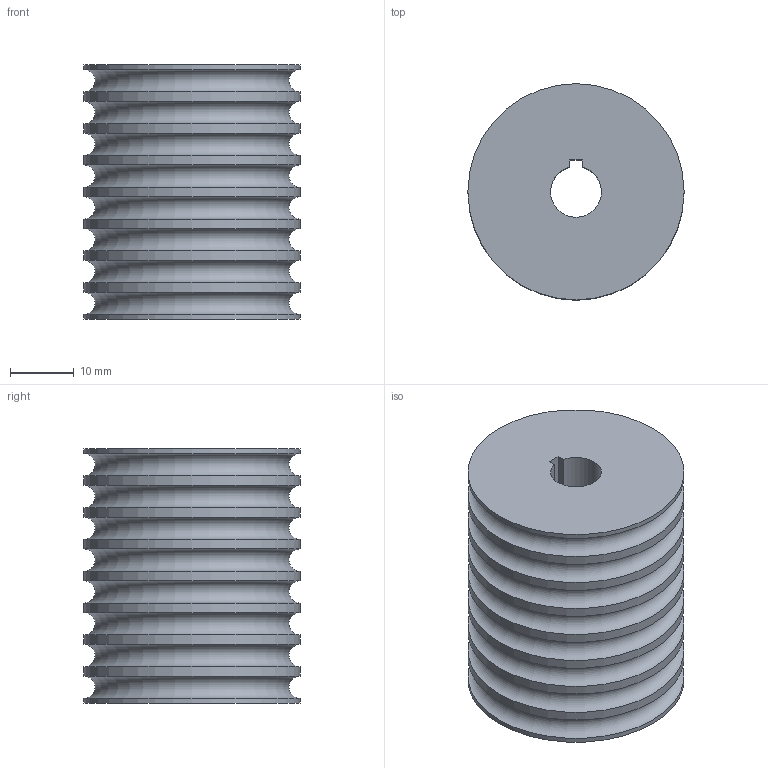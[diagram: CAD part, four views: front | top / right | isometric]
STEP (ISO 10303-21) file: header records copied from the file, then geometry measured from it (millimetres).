
FILE_DESCRIPTION(/* description */ (''),/* implementation_level */ '2;1');
FILE_NAME(/* name */ 'Roller.stp',/* time_stamp */ '2022-05-24T12:54:32+02:00',/* author */ ('Nathann'),/* organization */ (''),/* preprocessor_version */ 'ST-DEVELOPER v16.13',/* originating_system */ 'Autodesk Inventor 2018',/* authorisation */ '');
FILE_SCHEMA (('AUTOMOTIVE_DESIGN { 1 0 10303 214 3 1 1 }'));
Length unit declared in the file: millimetre
Products named in the file (1): Roller
Bounding box: 34 x 34 x 40 mm (x, y, z)
Volume: 30291.7 mm3; surface area: 8477.6 mm2
Topology: 1 solids, 1 shells, 23 faces, 47 edges, 26 vertices
Faces by surface type: cylinder 10, torus 8, plane 5
Full cylindrical faces by diameter (mm): 34 x9
Entity records: 551 total; most frequent: DIRECTION 98, CARTESIAN_POINT 80, ORIENTED_EDGE 60, AXIS2_PLACEMENT_3D 44, EDGE_LOOP 42, EDGE_CURVE 30, VERTEX_POINT 26, FACE_OUTER_BOUND 23
